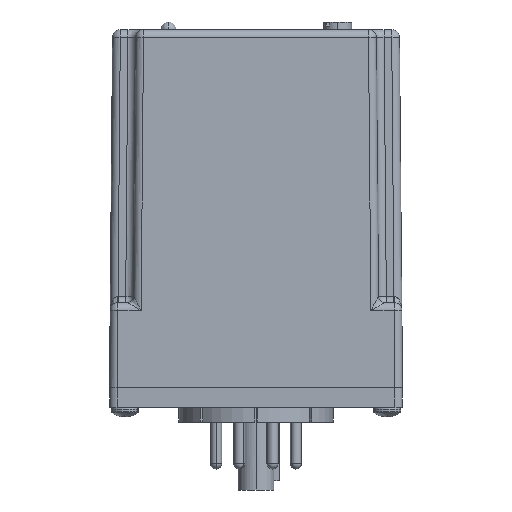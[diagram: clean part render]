
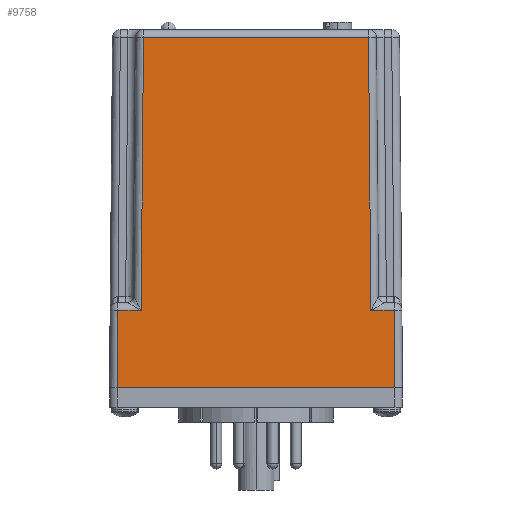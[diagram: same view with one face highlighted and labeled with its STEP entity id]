
A CAD part, left-side view. The second image highlights one B-rep face of the part: STEP entity #9758.
In plain terms, the highlighted planar face has unit normal (-1, 0, 0.009).
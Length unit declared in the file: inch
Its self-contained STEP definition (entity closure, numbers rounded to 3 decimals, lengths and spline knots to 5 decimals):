
#150 = VECTOR ( 'NONE', #10525, 39.37008 ) ;
#621 = VECTOR ( 'NONE', #28783, 39.37008 ) ;
#1845 = VERTEX_POINT ( 'NONE', #2726 ) ;
#2487 = VECTOR ( 'NONE', #25805, 39.37008 ) ;
#2726 = CARTESIAN_POINT ( 'NONE',  ( -0.86954, -1.11904, 0.62555 ) ) ;
#2871 = PLANE ( 'NONE',  #27888 ) ;
#3550 = LINE ( 'NONE', #23397, #21004 ) ;
#3630 = DIRECTION ( 'NONE',  ( 0., 1., 0. ) ) ;
#3635 = LINE ( 'NONE', #10956, #15827 ) ;
#4558 = CARTESIAN_POINT ( 'NONE',  ( -0.87482, 1.12433, 0.02017 ) ) ;
#5241 = VECTOR ( 'NONE', #3630, 39.37008 ) ;
#5322 = CARTESIAN_POINT ( 'NONE',  ( -0.85024, -0.91174, 2.83755 ) ) ;
#6099 = ORIENTED_EDGE ( 'NONE', *, *, #31908, .T. ) ;
#8125 = ORIENTED_EDGE ( 'NONE', *, *, #27372, .T. ) ;
#8494 = VERTEX_POINT ( 'NONE', #11191 ) ;
#9738 = VERTEX_POINT ( 'NONE', #5322 ) ;
#9758 = ADVANCED_FACE ( 'NONE', ( #15236 ), #2871, .T. ) ;
#9941 = CARTESIAN_POINT ( 'NONE',  ( -0.875, 1.1245, 0. ) ) ;
#10525 = DIRECTION ( 'NONE',  ( 0., 1., 0. ) ) ;
#10941 = CARTESIAN_POINT ( 'NONE',  ( -0.85024, 0.91174, 2.83755 ) ) ;
#10956 = CARTESIAN_POINT ( 'NONE',  ( -0.86954, -0.9305, 0.62555 ) ) ;
#11007 = EDGE_CURVE ( 'NONE', #13885, #29675, #17851, .T. ) ;
#11191 = CARTESIAN_POINT ( 'NONE',  ( -0.86954, 1.11904, 0.62555 ) ) ;
#11371 = EDGE_CURVE ( 'NONE', #13778, #9738, #31131, .T. ) ;
#12309 = ORIENTED_EDGE ( 'NONE', *, *, #20390, .T. ) ;
#12392 = EDGE_CURVE ( 'NONE', #27127, #24612, #12565, .T. ) ;
#12565 = LINE ( 'NONE', #30609, #19067 ) ;
#12785 = CARTESIAN_POINT ( 'NONE',  ( -0.875, -1.1875, 0. ) ) ;
#13778 = VERTEX_POINT ( 'NONE', #14712 ) ;
#13885 = VERTEX_POINT ( 'NONE', #10941 ) ;
#14712 = CARTESIAN_POINT ( 'NONE',  ( -0.86954, -0.93104, 0.62555 ) ) ;
#15236 = FACE_OUTER_BOUND ( 'NONE', #19057, .T. ) ;
#15827 = VECTOR ( 'NONE', #18121, 39.37008 ) ;
#16090 = CARTESIAN_POINT ( 'NONE',  ( -0.86954, 0.93104, 0.62555 ) ) ;
#17040 = VECTOR ( 'NONE', #23652, 39.37008 ) ;
#17851 = LINE ( 'NONE', #27753, #2487 ) ;
#18121 = DIRECTION ( 'NONE',  ( 0., 1., 0. ) ) ;
#18336 = CARTESIAN_POINT ( 'NONE',  ( -0.85024, 0.91119, 2.83755 ) ) ;
#19057 = EDGE_LOOP ( 'NONE', ( #29132, #20337, #8125, #23077, #24569, #12309, #23992, #6099 ) ) ;
#19067 = VECTOR ( 'NONE', #20873, 39.37008 ) ;
#19212 = EDGE_CURVE ( 'NONE', #24612, #1845, #3550, .T. ) ;
#20337 = ORIENTED_EDGE ( 'NONE', *, *, #29180, .T. ) ;
#20390 = EDGE_CURVE ( 'NONE', #1845, #13778, #3635, .T. ) ;
#20679 = CARTESIAN_POINT ( 'NONE',  ( -0.875, -1.1245, 0. ) ) ;
#20873 = DIRECTION ( 'NONE',  ( 0., -1., 0. ) ) ;
#21004 = VECTOR ( 'NONE', #23239, 39.37008 ) ;
#21224 = LINE ( 'NONE', #31120, #5241 ) ;
#22727 = DIRECTION ( 'NONE',  ( -1., 0., 0.009 ) ) ;
#23077 = ORIENTED_EDGE ( 'NONE', *, *, #12392, .T. ) ;
#23239 = DIRECTION ( 'NONE',  ( 0.009, 0.009, 1. ) ) ;
#23381 = LINE ( 'NONE', #18336, #150 ) ;
#23397 = CARTESIAN_POINT ( 'NONE',  ( -0.875, -1.12451, -0.00055 ) ) ;
#23652 = DIRECTION ( 'NONE',  ( 0.009, 0.009, 1. ) ) ;
#23992 = ORIENTED_EDGE ( 'NONE', *, *, #11371, .T. ) ;
#24569 = ORIENTED_EDGE ( 'NONE', *, *, #19212, .T. ) ;
#24612 = VERTEX_POINT ( 'NONE', #20679 ) ;
#25805 = DIRECTION ( 'NONE',  ( -0.009, 0.009, -1. ) ) ;
#27127 = VERTEX_POINT ( 'NONE', #9941 ) ;
#27372 = EDGE_CURVE ( 'NONE', #8494, #27127, #29104, .T. ) ;
#27753 = CARTESIAN_POINT ( 'NONE',  ( -0.87484, 0.93634, 0.01853 ) ) ;
#27888 = AXIS2_PLACEMENT_3D ( 'NONE', #12785, #22727, #31010 ) ;
#28783 = DIRECTION ( 'NONE',  ( -0.009, 0.009, -1. ) ) ;
#29104 = LINE ( 'NONE', #4558, #621 ) ;
#29132 = ORIENTED_EDGE ( 'NONE', *, *, #11007, .T. ) ;
#29170 = CARTESIAN_POINT ( 'NONE',  ( -0.87502, -0.93652, -0.00219 ) ) ;
#29180 = EDGE_CURVE ( 'NONE', #29675, #8494, #21224, .T. ) ;
#29675 = VERTEX_POINT ( 'NONE', #16090 ) ;
#30609 = CARTESIAN_POINT ( 'NONE',  ( -0.875, -1.1875, 0. ) ) ;
#31010 = DIRECTION ( 'NONE',  ( 0.009, 0., 1. ) ) ;
#31120 = CARTESIAN_POINT ( 'NONE',  ( -0.86954, 1.1185, 0.62555 ) ) ;
#31131 = LINE ( 'NONE', #29170, #17040 ) ;
#31908 = EDGE_CURVE ( 'NONE', #9738, #13885, #23381, .T. ) ;
